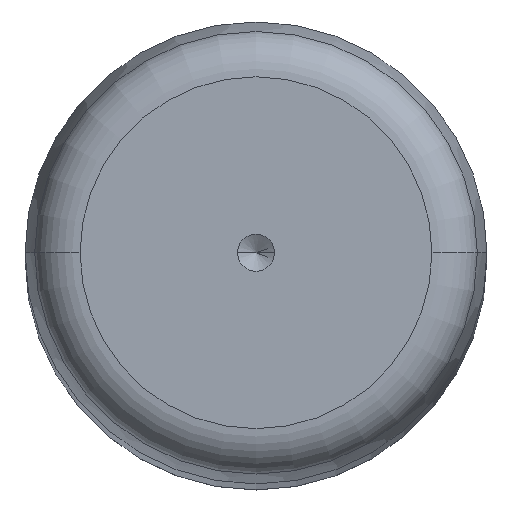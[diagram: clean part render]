
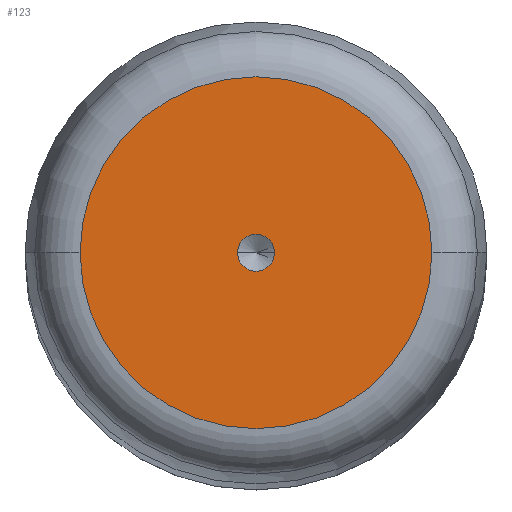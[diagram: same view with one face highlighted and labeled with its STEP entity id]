
A CAD part, top view. The second image highlights one B-rep face of the part: STEP entity #123.
In plain terms, the highlighted planar face has unit normal (0, 0, 1).
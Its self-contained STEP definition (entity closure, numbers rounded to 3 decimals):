
#49 = FACE_BOUND ( 'NONE', #563, .T. ) ;
#74 = AXIS2_PLACEMENT_3D ( 'NONE', #314, #564, #669 ) ;
#76 = ORIENTED_EDGE ( 'NONE', *, *, #611, .F. ) ;
#103 = AXIS2_PLACEMENT_3D ( 'NONE', #424, #623, #678 ) ;
#117 = CIRCLE ( 'NONE', #103, 1. ) ;
#123 = ADVANCED_FACE ( 'NONE', ( #49, #229 ), #276, .T. ) ;
#126 = AXIS2_PLACEMENT_3D ( 'NONE', #586, #332, #275 ) ;
#136 = EDGE_CURVE ( 'NONE', #240, #595, #117, .T. ) ;
#152 = CARTESIAN_POINT ( 'NONE',  ( 1., 0., 200. ) ) ;
#189 = AXIS2_PLACEMENT_3D ( 'NONE', #193, #556, #245 ) ;
#193 = CARTESIAN_POINT ( 'NONE',  ( 0., 0., 200. ) ) ;
#207 = CARTESIAN_POINT ( 'NONE',  ( 9.521, 0., 200. ) ) ;
#229 = FACE_OUTER_BOUND ( 'NONE', #606, .T. ) ;
#240 = VERTEX_POINT ( 'NONE', #439 ) ;
#245 = DIRECTION ( 'NONE',  ( 1., 0., 0. ) ) ;
#271 = CARTESIAN_POINT ( 'NONE',  ( -9.521, 0., 200. ) ) ;
#275 = DIRECTION ( 'NONE',  ( 1., 0., 0. ) ) ;
#276 = PLANE ( 'NONE',  #640 ) ;
#289 = ORIENTED_EDGE ( 'NONE', *, *, #136, .F. ) ;
#299 = EDGE_CURVE ( 'NONE', #666, #496, #438, .T. ) ;
#314 = CARTESIAN_POINT ( 'NONE',  ( 0., 0., 200. ) ) ;
#330 = DIRECTION ( 'NONE',  ( 0., 0., 1. ) ) ;
#332 = DIRECTION ( 'NONE',  ( 0., 0., 1. ) ) ;
#381 = CIRCLE ( 'NONE', #74, 1. ) ;
#386 = ORIENTED_EDGE ( 'NONE', *, *, #299, .T. ) ;
#424 = CARTESIAN_POINT ( 'NONE',  ( 0., 0., 200. ) ) ;
#432 = EDGE_CURVE ( 'NONE', #496, #666, #504, .T. ) ;
#438 = CIRCLE ( 'NONE', #189, 9.521 ) ;
#439 = CARTESIAN_POINT ( 'NONE',  ( -1., 0., 200. ) ) ;
#485 = ORIENTED_EDGE ( 'NONE', *, *, #432, .T. ) ;
#496 = VERTEX_POINT ( 'NONE', #271 ) ;
#504 = CIRCLE ( 'NONE', #126, 9.521 ) ;
#532 = DIRECTION ( 'NONE',  ( 1., 0., 0. ) ) ;
#556 = DIRECTION ( 'NONE',  ( 0., 0., 1. ) ) ;
#563 = EDGE_LOOP ( 'NONE', ( #76, #289 ) ) ;
#564 = DIRECTION ( 'NONE',  ( 0., 0., 1. ) ) ;
#586 = CARTESIAN_POINT ( 'NONE',  ( 0., 0., 200. ) ) ;
#595 = VERTEX_POINT ( 'NONE', #152 ) ;
#606 = EDGE_LOOP ( 'NONE', ( #386, #485 ) ) ;
#611 = EDGE_CURVE ( 'NONE', #595, #240, #381, .T. ) ;
#623 = DIRECTION ( 'NONE',  ( 0., 0., 1. ) ) ;
#637 = CARTESIAN_POINT ( 'NONE',  ( 0., 0., 200. ) ) ;
#640 = AXIS2_PLACEMENT_3D ( 'NONE', #637, #330, #532 ) ;
#666 = VERTEX_POINT ( 'NONE', #207 ) ;
#669 = DIRECTION ( 'NONE',  ( 1., 0., 0. ) ) ;
#678 = DIRECTION ( 'NONE',  ( 1., 0., 0. ) ) ;
